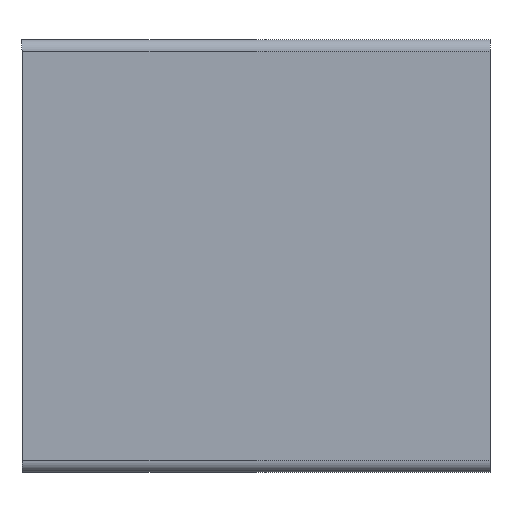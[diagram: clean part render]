
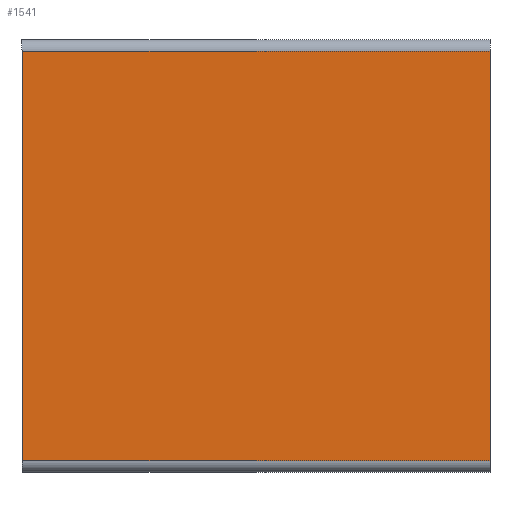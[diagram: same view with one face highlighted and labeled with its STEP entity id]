
A CAD part, front view. The second image highlights one B-rep face of the part: STEP entity #1541.
In plain terms, the highlighted planar face has unit normal (0, -1, 0).
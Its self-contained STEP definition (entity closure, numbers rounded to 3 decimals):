
#38 = VERTEX_POINT ( 'NONE', #1325 ) ;
#94 = AXIS2_PLACEMENT_3D ( 'NONE', #208, #834, #980 ) ;
#136 = EDGE_CURVE ( 'NONE', #836, #38, #214, .T. ) ;
#181 = ORIENTED_EDGE ( 'NONE', *, *, #1015, .F. ) ;
#207 = DIRECTION ( 'NONE',  ( 1., 0., 0. ) ) ;
#208 = CARTESIAN_POINT ( 'NONE',  ( 57.336, -5., -18.5 ) ) ;
#214 = LINE ( 'NONE', #597, #243 ) ;
#243 = VECTOR ( 'NONE', #207, 1000. ) ;
#261 = ORIENTED_EDGE ( 'NONE', *, *, #136, .T. ) ;
#292 = EDGE_CURVE ( 'NONE', #1220, #700, #1467, .T. ) ;
#488 = CARTESIAN_POINT ( 'NONE',  ( -20., -5., 17.5 ) ) ;
#562 = DIRECTION ( 'NONE',  ( 0., 0., -1. ) ) ;
#568 = LINE ( 'NONE', #923, #726 ) ;
#572 = CARTESIAN_POINT ( 'NONE',  ( 20., -5., -18.5 ) ) ;
#597 = CARTESIAN_POINT ( 'NONE',  ( 20., -5., -17.5 ) ) ;
#607 = FACE_OUTER_BOUND ( 'NONE', #1272, .T. ) ;
#634 = CARTESIAN_POINT ( 'NONE',  ( -20., -5., -17.5 ) ) ;
#694 = VECTOR ( 'NONE', #1006, 1000. ) ;
#700 = VERTEX_POINT ( 'NONE', #488 ) ;
#714 = ORIENTED_EDGE ( 'NONE', *, *, #292, .T. ) ;
#726 = VECTOR ( 'NONE', #805, 1000. ) ;
#805 = DIRECTION ( 'NONE',  ( 0., 0., 1. ) ) ;
#834 = DIRECTION ( 'NONE',  ( 0., -1., 0. ) ) ;
#836 = VERTEX_POINT ( 'NONE', #634 ) ;
#923 = CARTESIAN_POINT ( 'NONE',  ( -20., -5., -18.5 ) ) ;
#964 = PLANE ( 'NONE',  #94 ) ;
#980 = DIRECTION ( 'NONE',  ( 0., 0., -1. ) ) ;
#1006 = DIRECTION ( 'NONE',  ( -1., 0., 0. ) ) ;
#1015 = EDGE_CURVE ( 'NONE', #836, #700, #568, .T. ) ;
#1065 = VECTOR ( 'NONE', #562, 1000. ) ;
#1124 = CARTESIAN_POINT ( 'NONE',  ( -20., -5., 17.5 ) ) ;
#1220 = VERTEX_POINT ( 'NONE', #1374 ) ;
#1272 = EDGE_LOOP ( 'NONE', ( #181, #261, #1561, #714 ) ) ;
#1325 = CARTESIAN_POINT ( 'NONE',  ( 20., -5., -17.5 ) ) ;
#1374 = CARTESIAN_POINT ( 'NONE',  ( 20., -5., 17.5 ) ) ;
#1434 = EDGE_CURVE ( 'NONE', #1220, #38, #1437, .T. ) ;
#1437 = LINE ( 'NONE', #572, #1065 ) ;
#1467 = LINE ( 'NONE', #1124, #694 ) ;
#1541 = ADVANCED_FACE ( 'NONE', ( #607 ), #964, .T. ) ;
#1561 = ORIENTED_EDGE ( 'NONE', *, *, #1434, .F. ) ;
